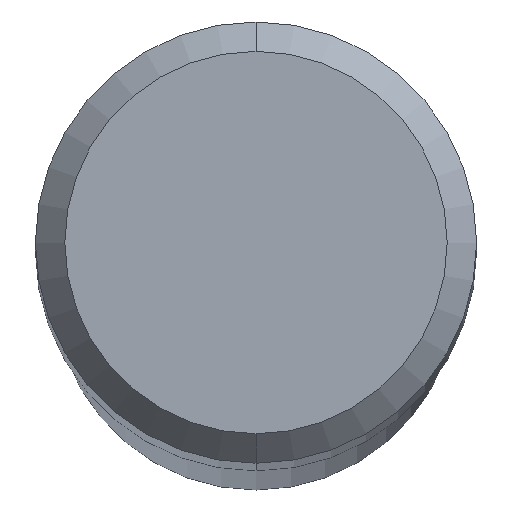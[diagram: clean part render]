
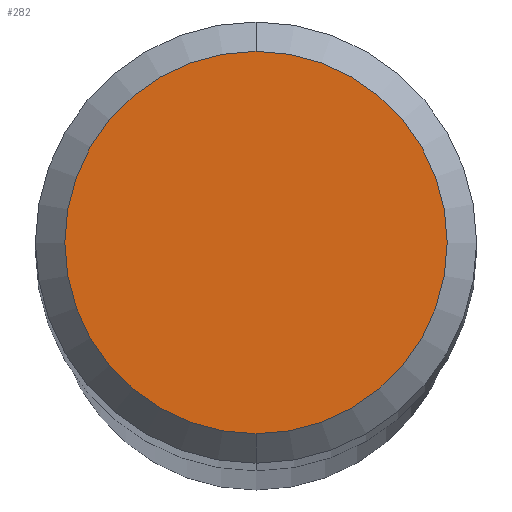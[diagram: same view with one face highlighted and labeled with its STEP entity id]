
A CAD part, top view. The second image highlights one B-rep face of the part: STEP entity #282.
In plain terms, the highlighted planar face has unit normal (0, 0, 1).
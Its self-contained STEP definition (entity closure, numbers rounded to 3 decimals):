
#176=VERTEX_POINT('',#463);
#282=ADVANCED_FACE('',(#577),#578,.T.);
#320=VERTEX_POINT('',#618);
#342=EDGE_CURVE('',#176,#320,#645,.T.);
#358=EDGE_CURVE('',#320,#176,#661,.T.);
#463=CARTESIAN_POINT('',(0.0,2.6,0.0));
#577=FACE_OUTER_BOUND('',#1036,.T.);
#578=PLANE('',#1037);
#618=CARTESIAN_POINT('',(0.,-2.6,0.0));
#645=CIRCLE('',#1120,2.6);
#661=CIRCLE('',#1142,2.6);
#1036=EDGE_LOOP('',(#1473,#1474));
#1037=AXIS2_PLACEMENT_3D('',#1475,#1476,#1477);
#1120=AXIS2_PLACEMENT_3D('',#1552,#1553,#1554);
#1142=AXIS2_PLACEMENT_3D('',#1560,#1561,#1562);
#1473=ORIENTED_EDGE('',*,*,#342,.F.);
#1474=ORIENTED_EDGE('',*,*,#358,.F.);
#1475=CARTESIAN_POINT('',(0.0,1.3,0.0));
#1476=DIRECTION('',(-0.0,0.0,1.0));
#1477=DIRECTION('',(0.0,-1.0,0.0));
#1552=CARTESIAN_POINT('',(0.0,0.0,0.0));
#1553=DIRECTION('',(0.0,0.0,-1.0));
#1554=DIRECTION('',(0.0,1.0,0.0));
#1560=CARTESIAN_POINT('',(0.0,0.0,0.0));
#1561=DIRECTION('',(0.0,0.0,-1.0));
#1562=DIRECTION('',(0.0,1.0,0.0));
